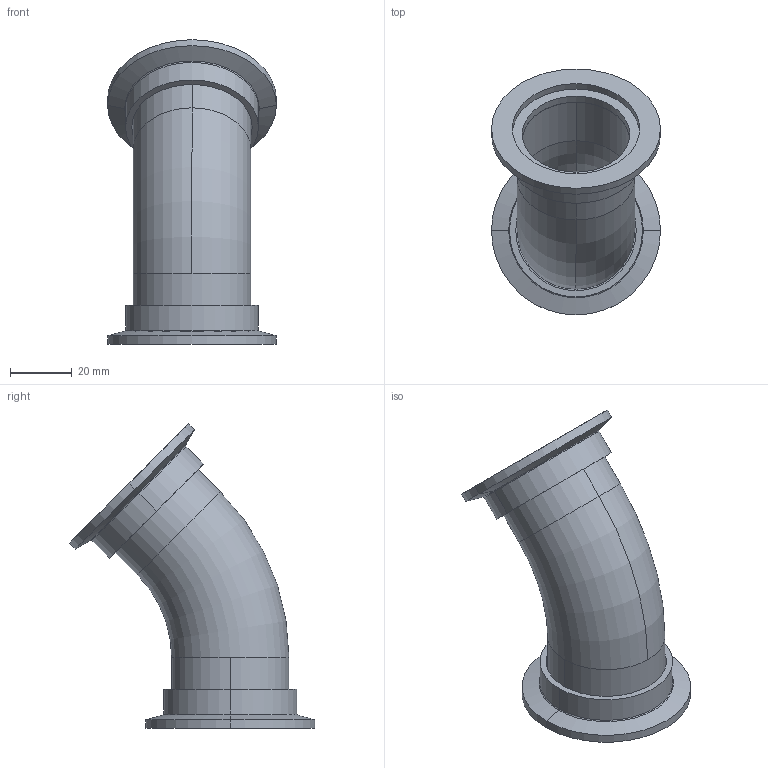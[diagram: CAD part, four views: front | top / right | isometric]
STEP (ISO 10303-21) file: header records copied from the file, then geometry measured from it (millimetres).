
FILE_DESCRIPTION (( 'STEP AP214' ), '1' );
FILE_NAME ('723006-REV.STEP', '2023-12-25T07:08:32', ( '' ), ( '' ), 'SwSTEP 2.0', 'SolidWorks 2022', '' );
FILE_SCHEMA (( 'AUTOMOTIVE_DESIGN' ));
Length unit declared in the file: millimetre
Products named in the file (3): 972302; 723006-REV; 403521
Assembly tree (3 placements, depth 2):
  723006-REV
    972302  x2
    403521
Bounding box: 54.86 x 79.77 x 98.92 mm (x, y, z)
Volume: 28721.5 mm3; surface area: 30692 mm2
Topology: 3 solids, 3 shells, 50 faces, 104 edges, 64 vertices
Faces by surface type: cylinder 28, plane 10, torus 8, cone 4
Entity records: 1006 total; most frequent: DIRECTION 192, CARTESIAN_POINT 148, ORIENTED_EDGE 136, AXIS2_PLACEMENT_3D 86, EDGE_CURVE 68, CIRCLE 48, VERTEX_POINT 42, EDGE_LOOP 38
